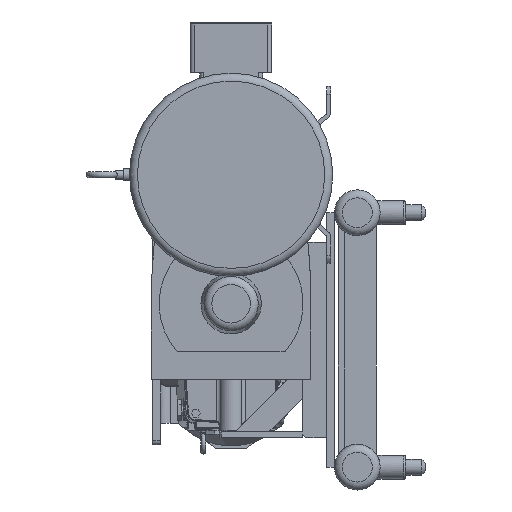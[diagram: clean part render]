
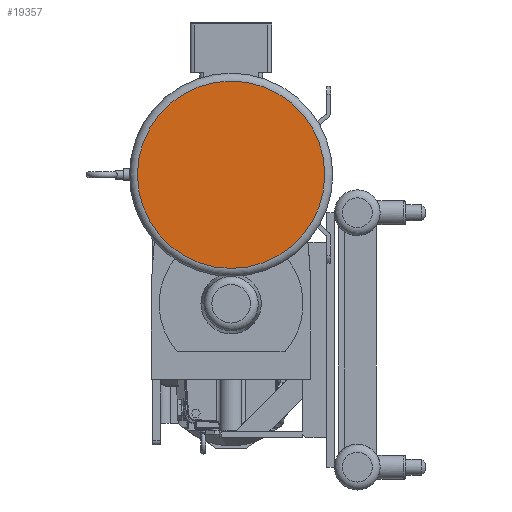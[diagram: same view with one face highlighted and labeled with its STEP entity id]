
A CAD part, left-side view. The second image highlights one B-rep face of the part: STEP entity #19357.
In plain terms, the highlighted planar face has unit normal (-1, 0, 0).
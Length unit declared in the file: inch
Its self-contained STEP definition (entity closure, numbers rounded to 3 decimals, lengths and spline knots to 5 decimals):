
#677=CIRCLE('',#20575,5.89);
#678=CIRCLE('',#20576,5.89);
#1966=PLANE('',#20578);
#2552=FACE_OUTER_BOUND('',#3715,.T.);
#3715=EDGE_LOOP('',(#13979,#13980));
#8463=VERTEX_POINT('',#30104);
#8464=VERTEX_POINT('',#30106);
#10556=EDGE_CURVE('',#8463,#8464,#677,.T.);
#10557=EDGE_CURVE('',#8464,#8463,#678,.T.);
#13979=ORIENTED_EDGE('',*,*,#10557,.F.);
#13980=ORIENTED_EDGE('',*,*,#10556,.F.);
#19357=ADVANCED_FACE('',(#2552),#1966,.T.);
#20575=AXIS2_PLACEMENT_3D('',#30107,#23360,#23361);
#20576=AXIS2_PLACEMENT_3D('',#30108,#23362,#23363);
#20578=AXIS2_PLACEMENT_3D('',#30110,#23366,#23367);
#23360=DIRECTION('center_axis',(1.,0.,0.));
#23361=DIRECTION('ref_axis',(0.,0.,
1.));
#23362=DIRECTION('center_axis',(1.,0.,0.));
#23363=DIRECTION('ref_axis',(0.,0.,
1.));
#23366=DIRECTION('center_axis',(-1.,0.,0.));
#23367=DIRECTION('ref_axis',(0.,1.,0.));
#30104=CARTESIAN_POINT('',(-52.912,5.89,10.36));
#30106=CARTESIAN_POINT('',(-52.912,0.,4.47));
#30107=CARTESIAN_POINT('Origin',(-52.912,0.,10.36));
#30108=CARTESIAN_POINT('Origin',(-52.912,0.,10.36));
#30110=CARTESIAN_POINT('Origin',(-52.912,0.,3.97));
